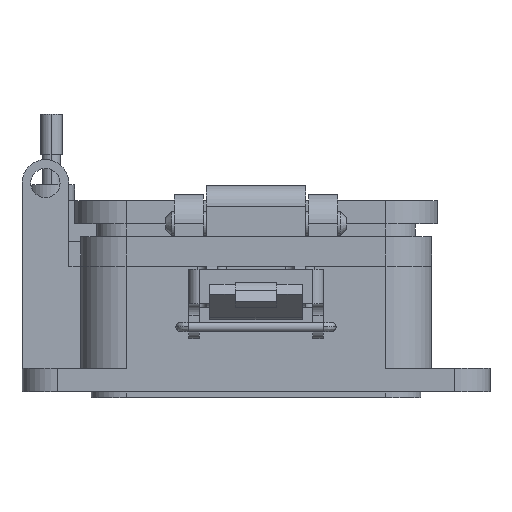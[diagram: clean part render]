
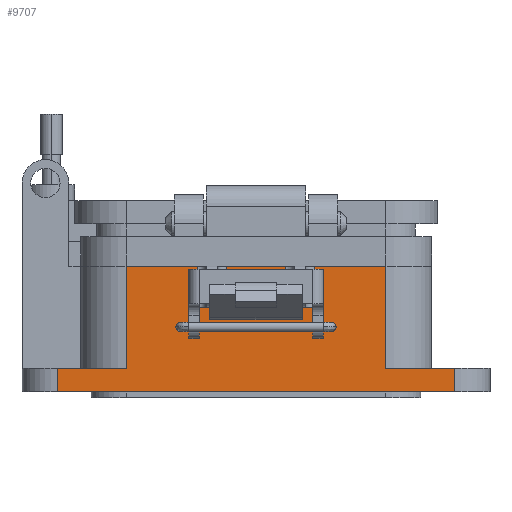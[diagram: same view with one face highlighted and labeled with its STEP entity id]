
A CAD part, front view. The second image highlights one B-rep face of the part: STEP entity #9707.
In plain terms, the highlighted planar face has unit normal (0, -1, 0).
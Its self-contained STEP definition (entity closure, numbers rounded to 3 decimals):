
#238 = ORIENTED_EDGE ( 'NONE', *, *, #8409, .T. ) ;
#923 = VECTOR ( 'NONE', #23990, 1000. ) ;
#1622 = VERTEX_POINT ( 'NONE', #47273 ) ;
#1805 = CARTESIAN_POINT ( 'NONE',  ( 34.243, -15.056, -43.307 ) ) ;
#2524 = CARTESIAN_POINT ( 'NONE',  ( -34.243, -15.056, -21.654 ) ) ;
#2589 = LINE ( 'NONE', #55139, #32580 ) ;
#2876 = DIRECTION ( 'NONE',  ( 0., 0., -1. ) ) ;
#3387 = CARTESIAN_POINT ( 'NONE',  ( 10.071, -15.056, -28.704 ) ) ;
#4932 = VERTEX_POINT ( 'NONE', #5712 ) ;
#5017 = EDGE_CURVE ( 'NONE', #60635, #69873, #22373, .T. ) ;
#5712 = CARTESIAN_POINT ( 'NONE',  ( -22.358, -15.056, -39.279 ) ) ;
#5803 = VECTOR ( 'NONE', #43058, 1000. ) ;
#6855 = DIRECTION ( 'NONE',  ( -1., 0., 0. ) ) ;
#8214 = DIRECTION ( 'NONE',  ( -1., 0., 0. ) ) ;
#8331 = DIRECTION ( 'NONE',  ( 0., 0., 1. ) ) ;
#8409 = EDGE_CURVE ( 'NONE', #16722, #39865, #61282, .T. ) ;
#8962 = CARTESIAN_POINT ( 'NONE',  ( 22.358, -15.056, -39.279 ) ) ;
#9161 = CARTESIAN_POINT ( 'NONE',  ( -34.243, -15.056, -39.279 ) ) ;
#9266 = DIRECTION ( 'NONE',  ( 0., 0., 1. ) ) ;
#9466 = CARTESIAN_POINT ( 'NONE',  ( -22.358, -15.056, -21.654 ) ) ;
#9701 = LINE ( 'NONE', #2524, #71280 ) ;
#9707 = ADVANCED_FACE ( 'NONE', ( #63902 ), #71275, .T. ) ;
#9840 = CARTESIAN_POINT ( 'NONE',  ( 0., -15.056, -43.307 ) ) ;
#12402 = CARTESIAN_POINT ( 'NONE',  ( 5.036, -15.056, -21.654 ) ) ;
#12415 = EDGE_CURVE ( 'NONE', #39865, #58963, #75293, .T. ) ;
#13557 = VECTOR ( 'NONE', #57299, 1000. ) ;
#13841 = ORIENTED_EDGE ( 'NONE', *, *, #68542, .T. ) ;
#15463 = LINE ( 'NONE', #9466, #13557 ) ;
#15517 = DIRECTION ( 'NONE',  ( 1., 0., 0. ) ) ;
#15628 = CARTESIAN_POINT ( 'NONE',  ( 34.243, -15.056, -39.279 ) ) ;
#16722 = VERTEX_POINT ( 'NONE', #43523 ) ;
#17049 = LINE ( 'NONE', #50123, #31208 ) ;
#17846 = VECTOR ( 'NONE', #55765, 1000. ) ;
#19495 = ORIENTED_EDGE ( 'NONE', *, *, #36891, .T. ) ;
#20153 = ORIENTED_EDGE ( 'NONE', *, *, #46175, .T. ) ;
#20757 = CARTESIAN_POINT ( 'NONE',  ( -22.358, -15.056, -21.654 ) ) ;
#21810 = EDGE_CURVE ( 'NONE', #52217, #42763, #52698, .T. ) ;
#22373 = LINE ( 'NONE', #1805, #54230 ) ;
#22885 = CARTESIAN_POINT ( 'NONE',  ( 10.071, -15.056, -21.654 ) ) ;
#23990 = DIRECTION ( 'NONE',  ( 0., 0., -1. ) ) ;
#25514 = EDGE_CURVE ( 'NONE', #49466, #69138, #9701, .T. ) ;
#25938 = ORIENTED_EDGE ( 'NONE', *, *, #25514, .T. ) ;
#25998 = ORIENTED_EDGE ( 'NONE', *, *, #33396, .T. ) ;
#26339 = CARTESIAN_POINT ( 'NONE',  ( 10.071, -15.056, -21.654 ) ) ;
#28503 = VECTOR ( 'NONE', #6855, 1000. ) ;
#29623 = VERTEX_POINT ( 'NONE', #20757 ) ;
#30078 = CARTESIAN_POINT ( 'NONE',  ( -5.036, -15.056, -21.654 ) ) ;
#30676 = CARTESIAN_POINT ( 'NONE',  ( 10.071, -15.056, -39.279 ) ) ;
#31208 = VECTOR ( 'NONE', #8214, 1000. ) ;
#31868 = VERTEX_POINT ( 'NONE', #26339 ) ;
#32031 = CARTESIAN_POINT ( 'NONE',  ( 10.071, -15.056, -21.654 ) ) ;
#32580 = VECTOR ( 'NONE', #61046, 1000. ) ;
#33396 = EDGE_CURVE ( 'NONE', #60635, #46286, #44490, .T. ) ;
#34531 = CARTESIAN_POINT ( 'NONE',  ( -5.036, -15.056, -21.654 ) ) ;
#36617 = VECTOR ( 'NONE', #41094, 1000. ) ;
#36814 = VECTOR ( 'NONE', #49077, 1000. ) ;
#36891 = EDGE_CURVE ( 'NONE', #46286, #1622, #2589, .T. ) ;
#36986 = CARTESIAN_POINT ( 'NONE',  ( 10.071, -15.056, -21.654 ) ) ;
#37465 = DIRECTION ( 'NONE',  ( -1., 0., 0. ) ) ;
#38517 = CARTESIAN_POINT ( 'NONE',  ( -5.036, -15.056, -28.704 ) ) ;
#39457 = VECTOR ( 'NONE', #9266, 1000. ) ;
#39865 = VERTEX_POINT ( 'NONE', #45566 ) ;
#41094 = DIRECTION ( 'NONE',  ( -1., 0., 0. ) ) ;
#41563 = EDGE_CURVE ( 'NONE', #4932, #49466, #17049, .T. ) ;
#41982 = EDGE_CURVE ( 'NONE', #31868, #46954, #65592, .T. ) ;
#42384 = CARTESIAN_POINT ( 'NONE',  ( -10.071, -15.056, -28.704 ) ) ;
#42763 = VERTEX_POINT ( 'NONE', #42384 ) ;
#43058 = DIRECTION ( 'NONE',  ( 0., 0., -1. ) ) ;
#43523 = CARTESIAN_POINT ( 'NONE',  ( 5.036, -15.056, -28.704 ) ) ;
#43665 = ORIENTED_EDGE ( 'NONE', *, *, #5017, .F. ) ;
#44490 = LINE ( 'NONE', #30676, #28503 ) ;
#44790 = AXIS2_PLACEMENT_3D ( 'NONE', #70790, #70543, #70038 ) ;
#45566 = CARTESIAN_POINT ( 'NONE',  ( 5.036, -15.056, -21.654 ) ) ;
#45574 = VECTOR ( 'NONE', #8331, 1000. ) ;
#46175 = EDGE_CURVE ( 'NONE', #1622, #31868, #65565, .T. ) ;
#46286 = VERTEX_POINT ( 'NONE', #8962 ) ;
#46945 = VERTEX_POINT ( 'NONE', #74524 ) ;
#46954 = VERTEX_POINT ( 'NONE', #3387 ) ;
#47273 = CARTESIAN_POINT ( 'NONE',  ( 22.358, -15.056, -21.654 ) ) ;
#47789 = ORIENTED_EDGE ( 'NONE', *, *, #41563, .T. ) ;
#48449 = ORIENTED_EDGE ( 'NONE', *, *, #54488, .T. ) ;
#48734 = LINE ( 'NONE', #30078, #923 ) ;
#49048 = EDGE_LOOP ( 'NONE', ( #20153, #56396, #59358, #238, #62075, #72142, #64832, #59884, #51182, #13841, #47789, #25938, #48449, #43665, #25998, #19495 ) ) ;
#49077 = DIRECTION ( 'NONE',  ( -1., 0., 0. ) ) ;
#49466 = VERTEX_POINT ( 'NONE', #9161 ) ;
#49590 = CARTESIAN_POINT ( 'NONE',  ( 10.071, -15.056, -28.704 ) ) ;
#49852 = EDGE_CURVE ( 'NONE', #58963, #52217, #48734, .T. ) ;
#50123 = CARTESIAN_POINT ( 'NONE',  ( 10.071, -15.056, -39.279 ) ) ;
#50778 = CARTESIAN_POINT ( 'NONE',  ( 34.243, -15.056, -43.307 ) ) ;
#51127 = CARTESIAN_POINT ( 'NONE',  ( -10.071, -15.056, -21.654 ) ) ;
#51182 = ORIENTED_EDGE ( 'NONE', *, *, #70490, .T. ) ;
#51848 = LINE ( 'NONE', #9840, #67615 ) ;
#52217 = VERTEX_POINT ( 'NONE', #38517 ) ;
#52487 = LINE ( 'NONE', #22885, #36617 ) ;
#52698 = LINE ( 'NONE', #49590, #36814 ) ;
#53292 = DIRECTION ( 'NONE',  ( -1., 0., 0. ) ) ;
#53804 = CARTESIAN_POINT ( 'NONE',  ( 10.071, -15.056, -21.654 ) ) ;
#54230 = VECTOR ( 'NONE', #57484, 1000. ) ;
#54488 = EDGE_CURVE ( 'NONE', #69138, #69873, #51848, .T. ) ;
#54901 = EDGE_CURVE ( 'NONE', #46954, #16722, #71246, .T. ) ;
#55139 = CARTESIAN_POINT ( 'NONE',  ( 22.358, -15.056, -21.654 ) ) ;
#55490 = VECTOR ( 'NONE', #37465, 1000. ) ;
#55765 = DIRECTION ( 'NONE',  ( -1., 0., 0. ) ) ;
#56396 = ORIENTED_EDGE ( 'NONE', *, *, #41982, .T. ) ;
#57299 = DIRECTION ( 'NONE',  ( 0., 0., -1. ) ) ;
#57484 = DIRECTION ( 'NONE',  ( 0., 0., -1. ) ) ;
#58963 = VERTEX_POINT ( 'NONE', #34531 ) ;
#59358 = ORIENTED_EDGE ( 'NONE', *, *, #54901, .T. ) ;
#59564 = VECTOR ( 'NONE', #53292, 1000. ) ;
#59884 = ORIENTED_EDGE ( 'NONE', *, *, #66243, .T. ) ;
#60635 = VERTEX_POINT ( 'NONE', #15628 ) ;
#61046 = DIRECTION ( 'NONE',  ( 0., 0., 1. ) ) ;
#61282 = LINE ( 'NONE', #12402, #45574 ) ;
#61323 = CARTESIAN_POINT ( 'NONE',  ( 10.071, -15.056, -28.704 ) ) ;
#62075 = ORIENTED_EDGE ( 'NONE', *, *, #12415, .T. ) ;
#63902 = FACE_OUTER_BOUND ( 'NONE', #49048, .T. ) ;
#64832 = ORIENTED_EDGE ( 'NONE', *, *, #21810, .T. ) ;
#65565 = LINE ( 'NONE', #32031, #17846 ) ;
#65592 = LINE ( 'NONE', #36986, #5803 ) ;
#66243 = EDGE_CURVE ( 'NONE', #42763, #46945, #71012, .T. ) ;
#66996 = CARTESIAN_POINT ( 'NONE',  ( -34.243, -15.056, -43.307 ) ) ;
#67615 = VECTOR ( 'NONE', #15517, 1000. ) ;
#68542 = EDGE_CURVE ( 'NONE', #29623, #4932, #15463, .T. ) ;
#69138 = VERTEX_POINT ( 'NONE', #66996 ) ;
#69873 = VERTEX_POINT ( 'NONE', #50778 ) ;
#70038 = DIRECTION ( 'NONE',  ( 1., 0., 0. ) ) ;
#70490 = EDGE_CURVE ( 'NONE', #46945, #29623, #52487, .T. ) ;
#70543 = DIRECTION ( 'NONE',  ( 0., -1., 0. ) ) ;
#70790 = CARTESIAN_POINT ( 'NONE',  ( 10.071, -15.056, -21.654 ) ) ;
#71012 = LINE ( 'NONE', #51127, #39457 ) ;
#71246 = LINE ( 'NONE', #61323, #55490 ) ;
#71275 = PLANE ( 'NONE',  #44790 ) ;
#71280 = VECTOR ( 'NONE', #2876, 1000. ) ;
#72142 = ORIENTED_EDGE ( 'NONE', *, *, #49852, .T. ) ;
#74524 = CARTESIAN_POINT ( 'NONE',  ( -10.071, -15.056, -21.654 ) ) ;
#75293 = LINE ( 'NONE', #53804, #59564 ) ;
